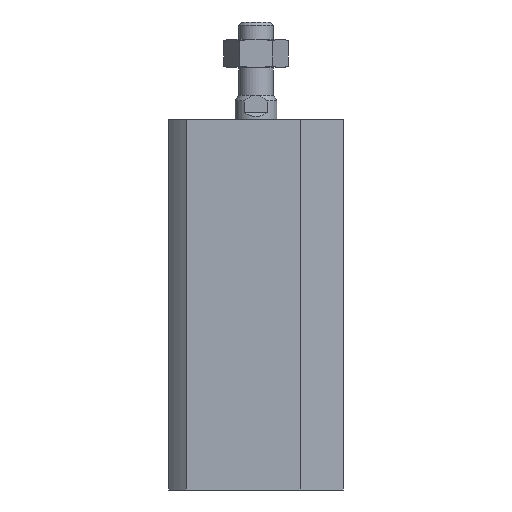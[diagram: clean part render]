
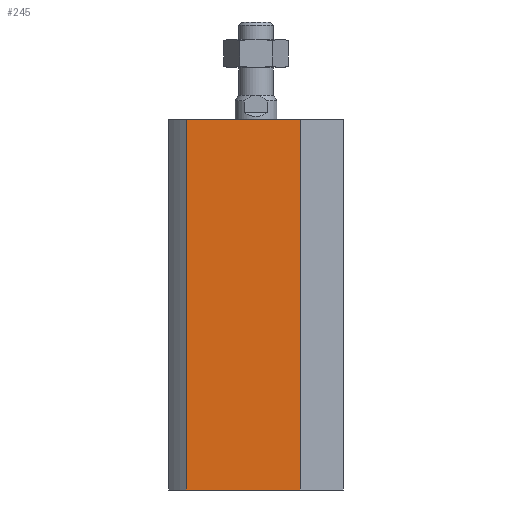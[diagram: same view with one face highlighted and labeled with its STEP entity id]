
A CAD part, left-side view. The second image highlights one B-rep face of the part: STEP entity #245.
In plain terms, the highlighted planar face has unit normal (-1, 0, 0).
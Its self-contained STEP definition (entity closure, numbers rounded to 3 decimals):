
#245 = ADVANCED_FACE( '', ( #423 ), #424, .F. );
#423 = FACE_OUTER_BOUND( '', #710, .T. );
#424 = PLANE( '', #711 );
#710 = EDGE_LOOP( '', ( #1192, #1193, #1194, #1195 ) );
#711 = AXIS2_PLACEMENT_3D( '', #1196, #1197, #1198 );
#1192 = ORIENTED_EDGE( '', *, *, #1746, .T. );
#1193 = ORIENTED_EDGE( '', *, *, #1795, .F. );
#1194 = ORIENTED_EDGE( '', *, *, #1721, .F. );
#1195 = ORIENTED_EDGE( '', *, *, #1770, .T. );
#1196 = CARTESIAN_POINT( '', ( -12.5, 9.987, 53. ) );
#1197 = DIRECTION( '', ( 1., 0., 0. ) );
#1198 = DIRECTION( '', ( 0., 1., 0. ) );
#1721 = EDGE_CURVE( '', #1972, #1973, #1974, .T. );
#1746 = EDGE_CURVE( '', #2022, #2023, #2024, .T. );
#1770 = EDGE_CURVE( '', #1972, #2022, #2070, .T. );
#1795 = EDGE_CURVE( '', #1973, #2023, #2097, .T. );
#1972 = VERTEX_POINT( '', #2360 );
#1973 = VERTEX_POINT( '', #2361 );
#1974 = LINE( '', #2362, #2363 );
#2022 = VERTEX_POINT( '', #2432 );
#2023 = VERTEX_POINT( '', #2433 );
#2024 = LINE( '', #2434, #2435 );
#2070 = LINE( '', #2502, #2503 );
#2097 = LINE( '', #2552, #2553 );
#2360 = CARTESIAN_POINT( '', ( -12.5, 9.987, 53. ) );
#2361 = CARTESIAN_POINT( '', ( -12.5, -6.306, 53. ) );
#2362 = CARTESIAN_POINT( '', ( -12.5, 9.987, 53. ) );
#2363 = VECTOR( '', #2980, 1000. );
#2432 = CARTESIAN_POINT( '', ( -12.5, 9.987, 0. ) );
#2433 = CARTESIAN_POINT( '', ( -12.5, -6.306, 0. ) );
#2434 = CARTESIAN_POINT( '', ( -12.5, 9.987, 0. ) );
#2435 = VECTOR( '', #3011, 1000. );
#2502 = CARTESIAN_POINT( '', ( -12.5, 9.987, 53. ) );
#2503 = VECTOR( '', #3039, 1000. );
#2552 = CARTESIAN_POINT( '', ( -12.5, -6.306, 53. ) );
#2553 = VECTOR( '', #3068, 1000. );
#2980 = DIRECTION( '', ( 0., -1., 0. ) );
#3011 = DIRECTION( '', ( 0., -1., 0. ) );
#3039 = DIRECTION( '', ( 0., 0., -1. ) );
#3068 = DIRECTION( '', ( 0., 0., -1. ) );
